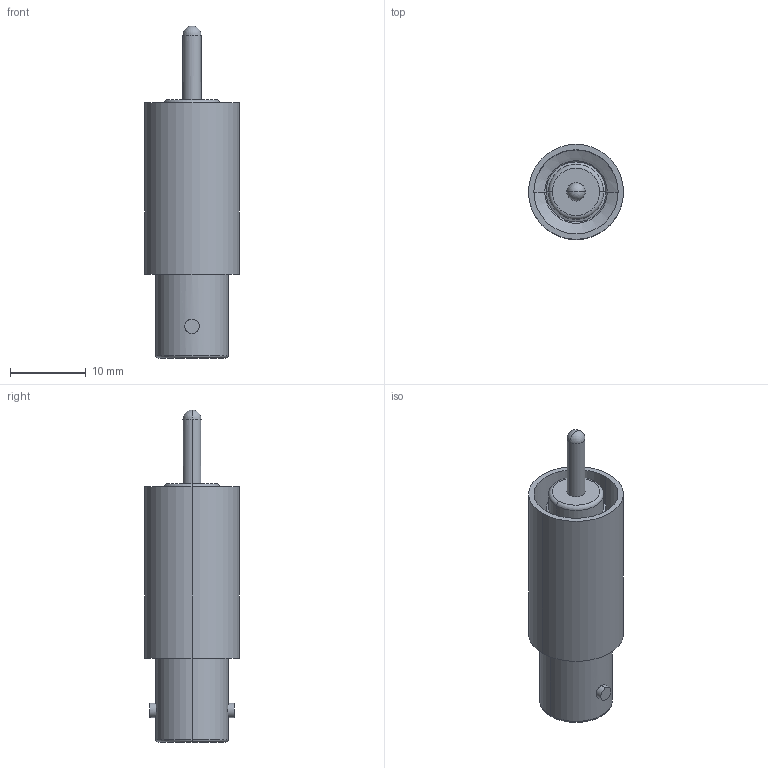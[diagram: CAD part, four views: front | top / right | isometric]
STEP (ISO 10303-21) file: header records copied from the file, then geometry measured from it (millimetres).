
FILE_DESCRIPTION (( 'STEP AP203' ), '1' );
FILE_NAME ('9211000.STEP', '2009-04-22T14:01:13', ( 'MIS' ), ( 'ISI INSULATORSEAL' ), 'SwSTEP 2.0', 'SolidWorks 2008', '' );
FILE_SCHEMA (( 'CONFIG_CONTROL_DESIGN' ));
Length unit declared in the file: inch
Products named in the file (7): 0010201C; 0227403C; 9211000; 0016501A; 0010101Q; 0010401S; 0010302U
Assembly tree (6 placements, depth 3):
  9211000
    0016501A
    0227403C
      0010302U
      0010201C
      0010401S
    0010101Q
Bounding box: 12.57 x 12.57 x 43.94 mm (x, y, z)
Volume: 2066.4 mm3; surface area: 4235.8 mm2
Topology: 5 solids, 5 shells, 113 faces, 244 edges, 143 vertices
Faces by surface type: cylinder 48, plane 29, cone 22, torus 14
Entity records: 3895 total; most frequent: DIRECTION 612, CARTESIAN_POINT 600, ORIENTED_EDGE 484, AXIS2_PLACEMENT_3D 259, EDGE_CURVE 242, VERTEX_POINT 143, CIRCLE 136, EDGE_LOOP 125
